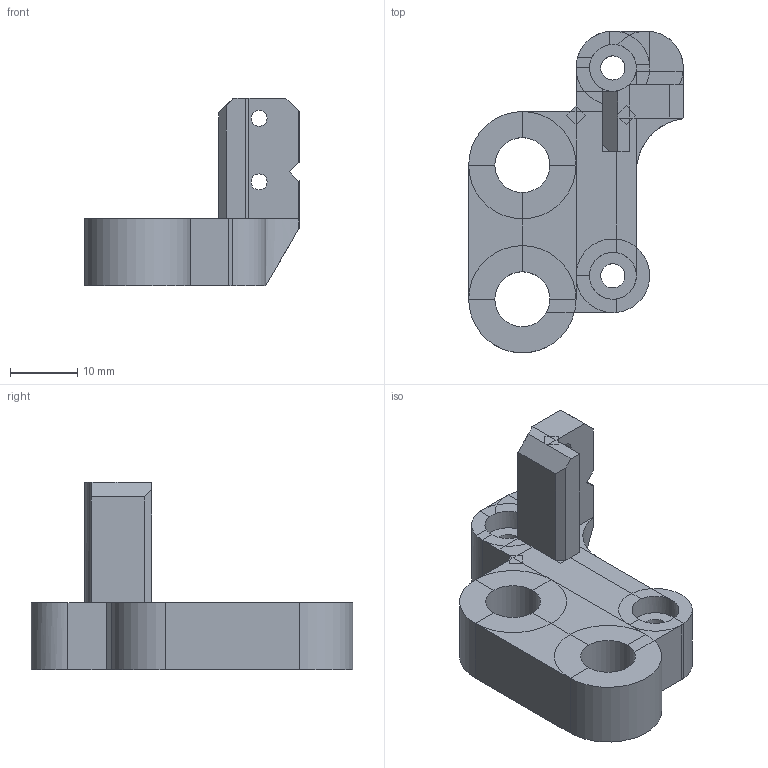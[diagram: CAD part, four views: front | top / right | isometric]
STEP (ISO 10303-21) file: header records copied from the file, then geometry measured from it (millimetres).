
FILE_DESCRIPTION(('FreeCAD Model'),'2;1');
FILE_NAME('y-motor.step','2020-04-17T16:23:38',('Author'),(''), 'Open CASCADE STEP processor 7.3','FreeCAD','Unknown');
FILE_SCHEMA(('AUTOMOTIVE_DESIGN { 1 0 10303 214 1 1 1 1 }'));
Length unit declared in the file: millimetre
Products named in the file (1): difference
Bounding box: 32 x 47.99 x 28 mm (x, y, z)
Volume: 9760.7 mm3; surface area: 4728.4 mm2
Topology: 1 solids, 1 shells, 166 faces, 397 edges, 227 vertices
Faces by surface type: plane 150, cylinder 16
Full cylindrical faces by diameter (mm): 2.4 x2, 3.6 x2, 7 x2, 8.2 x2
Entity records: 10935 total; most frequent: CARTESIAN_POINT 1780, DIRECTION 1498, ORIENTED_EDGE 794, PCURVE 794, DEFINITIONAL_REPRESENTATION 794, LINE 763, VECTOR 763, EDGE_CURVE 397
